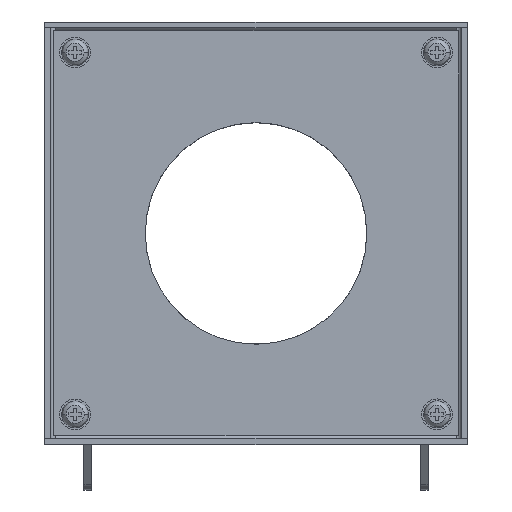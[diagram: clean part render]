
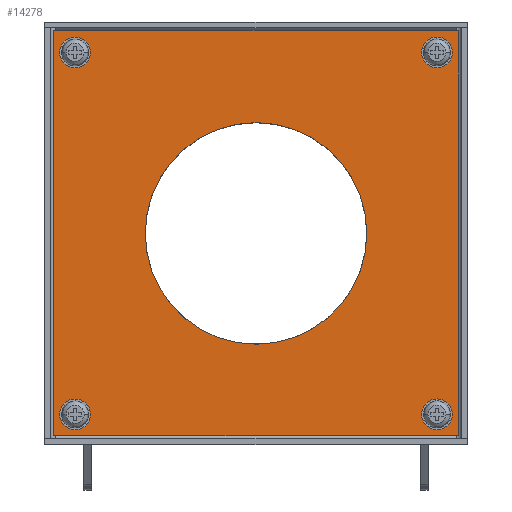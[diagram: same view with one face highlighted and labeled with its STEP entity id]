
A CAD part, top view. The second image highlights one B-rep face of the part: STEP entity #14278.
In plain terms, the highlighted face is planar.
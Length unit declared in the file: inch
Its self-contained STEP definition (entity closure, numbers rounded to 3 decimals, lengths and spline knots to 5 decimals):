
#13973=DIRECTION('',(0.,0.,1.));
#13974=VECTOR('',#13973,3.29);
#13975=CARTESIAN_POINT('',(-3.29,0.06,0.));
#13976=LINE('',#13975,#13974);
#13977=DIRECTION('',(-1.,0.,0.));
#13978=VECTOR('',#13977,3.29);
#13979=CARTESIAN_POINT('',(0.,0.06,0.));
#13980=LINE('',#13979,#13978);
#13981=DIRECTION('',(0.,0.,-1.));
#13982=VECTOR('',#13981,3.29);
#13983=CARTESIAN_POINT('',(0.,0.06,3.29));
#13984=LINE('',#13983,#13982);
#13985=DIRECTION('',(1.,0.,0.));
#13986=VECTOR('',#13985,3.29);
#13987=CARTESIAN_POINT('',(-3.29,0.06,3.29));
#13988=LINE('',#13987,#13986);
#13989=CARTESIAN_POINT('',(-3.115,0.06,3.115));
#13990=DIRECTION('',(0.,1.,0.));
#13991=DIRECTION('',(1.,0.,0.));
#13992=AXIS2_PLACEMENT_3D('',#13989,#13990,#13991);
#13994=CARTESIAN_POINT('',(-3.115,0.06,3.115));
#13995=DIRECTION('',(0.,1.,0.));
#13996=DIRECTION('',(-1.,0.,0.));
#13997=AXIS2_PLACEMENT_3D('',#13994,#13995,#13996);
#13999=CARTESIAN_POINT('',(-3.115,0.06,0.175));
#14000=DIRECTION('',(0.,1.,0.));
#14001=DIRECTION('',(1.,0.,0.));
#14002=AXIS2_PLACEMENT_3D('',#13999,#14000,#14001);
#14004=CARTESIAN_POINT('',(-3.115,0.06,0.175));
#14005=DIRECTION('',(0.,1.,0.));
#14006=DIRECTION('',(-1.,0.,0.));
#14007=AXIS2_PLACEMENT_3D('',#14004,#14005,#14006);
#14009=CARTESIAN_POINT('',(-0.175,0.06,0.175));
#14010=DIRECTION('',(0.,1.,0.));
#14011=DIRECTION('',(1.,0.,0.));
#14012=AXIS2_PLACEMENT_3D('',#14009,#14010,#14011);
#14014=CARTESIAN_POINT('',(-0.175,0.06,0.175));
#14015=DIRECTION('',(0.,1.,0.));
#14016=DIRECTION('',(-1.,0.,0.));
#14017=AXIS2_PLACEMENT_3D('',#14014,#14015,#14016);
#14019=CARTESIAN_POINT('',(-0.175,0.06,3.115));
#14020=DIRECTION('',(0.,1.,0.));
#14021=DIRECTION('',(1.,0.,0.));
#14022=AXIS2_PLACEMENT_3D('',#14019,#14020,#14021);
#14024=CARTESIAN_POINT('',(-0.175,0.06,3.115));
#14025=DIRECTION('',(0.,1.,0.));
#14026=DIRECTION('',(-1.,0.,0.));
#14027=AXIS2_PLACEMENT_3D('',#14024,#14025,#14026);
#14029=CARTESIAN_POINT('',(-1.645,0.06,1.645));
#14030=DIRECTION('',(0.,1.,0.));
#14031=DIRECTION('',(1.,0.,0.));
#14032=AXIS2_PLACEMENT_3D('',#14029,#14030,#14031);
#14034=CARTESIAN_POINT('',(-1.645,0.06,1.645));
#14035=DIRECTION('',(0.,1.,0.));
#14036=DIRECTION('',(-1.,0.,0.));
#14037=AXIS2_PLACEMENT_3D('',#14034,#14035,#14036);
#14087=CARTESIAN_POINT('',(-3.29,0.06,0.));
#14088=CARTESIAN_POINT('',(-3.29,0.06,3.29));
#14089=VERTEX_POINT('',#14087);
#14090=VERTEX_POINT('',#14088);
#14091=CARTESIAN_POINT('',(0.,0.06,3.29));
#14092=VERTEX_POINT('',#14091);
#14093=CARTESIAN_POINT('',(0.,0.06,0.));
#14094=VERTEX_POINT('',#14093);
#14111=CARTESIAN_POINT('',(-3.0475,0.06,3.115));
#14112=CARTESIAN_POINT('',(-3.1825,0.06,3.115));
#14113=VERTEX_POINT('',#14111);
#14114=VERTEX_POINT('',#14112);
#14115=CARTESIAN_POINT('',(-3.0475,0.06,0.175));
#14116=CARTESIAN_POINT('',(-3.1825,0.06,0.175));
#14117=VERTEX_POINT('',#14115);
#14118=VERTEX_POINT('',#14116);
#14119=CARTESIAN_POINT('',(-0.1075,0.06,0.175));
#14120=CARTESIAN_POINT('',(-0.2425,0.06,0.175));
#14121=VERTEX_POINT('',#14119);
#14122=VERTEX_POINT('',#14120);
#14123=CARTESIAN_POINT('',(-0.1075,0.06,3.115));
#14124=CARTESIAN_POINT('',(-0.2425,0.06,3.115));
#14125=VERTEX_POINT('',#14123);
#14126=VERTEX_POINT('',#14124);
#14131=CARTESIAN_POINT('',(-0.745,0.06,1.645));
#14132=CARTESIAN_POINT('',(-2.545,0.06,1.645));
#14133=VERTEX_POINT('',#14131);
#14134=VERTEX_POINT('',#14132);
#14237=CARTESIAN_POINT('',(0.,0.06,0.));
#14238=DIRECTION('',(0.,1.,0.));
#14239=DIRECTION('',(1.,0.,0.));
#14240=AXIS2_PLACEMENT_3D('',#14237,#14238,#14239);
#14241=PLANE('',#14240);
#14242=ORIENTED_EDGE('',*,*,#14189,.F.);
#14243=ORIENTED_EDGE('',*,*,#14204,.F.);
#14244=ORIENTED_EDGE('',*,*,#14218,.F.);
#14245=ORIENTED_EDGE('',*,*,#14231,.F.);
#14246=EDGE_LOOP('',(#14242,#14243,#14244,#14245));
#14247=FACE_OUTER_BOUND('',#14246,.F.);
#14249=ORIENTED_EDGE('',*,*,#14248,.T.);
#14251=ORIENTED_EDGE('',*,*,#14250,.T.);
#14252=EDGE_LOOP('',(#14249,#14251));
#14253=FACE_BOUND('',#14252,.F.);
#14255=ORIENTED_EDGE('',*,*,#14254,.T.);
#14257=ORIENTED_EDGE('',*,*,#14256,.T.);
#14258=EDGE_LOOP('',(#14255,#14257));
#14259=FACE_BOUND('',#14258,.F.);
#14261=ORIENTED_EDGE('',*,*,#14260,.T.);
#14263=ORIENTED_EDGE('',*,*,#14262,.T.);
#14264=EDGE_LOOP('',(#14261,#14263));
#14265=FACE_BOUND('',#14264,.F.);
#14267=ORIENTED_EDGE('',*,*,#14266,.T.);
#14269=ORIENTED_EDGE('',*,*,#14268,.T.);
#14270=EDGE_LOOP('',(#14267,#14269));
#14271=FACE_BOUND('',#14270,.F.);
#14273=ORIENTED_EDGE('',*,*,#14272,.T.);
#14275=ORIENTED_EDGE('',*,*,#14274,.T.);
#14276=EDGE_LOOP('',(#14273,#14275));
#14277=FACE_BOUND('',#14276,.F.);
#14278=ADVANCED_FACE('',(#14247,#14253,#14259,#14265,#14271,#14277),#14241,.T.);
#13993=CIRCLE('',#13992,0.0675);
#13998=CIRCLE('',#13997,0.0675);
#14003=CIRCLE('',#14002,0.0675);
#14008=CIRCLE('',#14007,0.0675);
#14013=CIRCLE('',#14012,0.0675);
#14018=CIRCLE('',#14017,0.0675);
#14023=CIRCLE('',#14022,0.0675);
#14028=CIRCLE('',#14027,0.0675);
#14033=CIRCLE('',#14032,0.9);
#14038=CIRCLE('',#14037,0.9);
#14189=EDGE_CURVE('',#14089,#14090,#13976,.T.);
#14204=EDGE_CURVE('',#14094,#14089,#13980,.T.);
#14218=EDGE_CURVE('',#14092,#14094,#13984,.T.);
#14231=EDGE_CURVE('',#14090,#14092,#13988,.T.);
#14248=EDGE_CURVE('',#14113,#14114,#13993,.T.);
#14250=EDGE_CURVE('',#14114,#14113,#13998,.T.);
#14254=EDGE_CURVE('',#14117,#14118,#14003,.T.);
#14256=EDGE_CURVE('',#14118,#14117,#14008,.T.);
#14260=EDGE_CURVE('',#14121,#14122,#14013,.T.);
#14262=EDGE_CURVE('',#14122,#14121,#14018,.T.);
#14266=EDGE_CURVE('',#14125,#14126,#14023,.T.);
#14268=EDGE_CURVE('',#14126,#14125,#14028,.T.);
#14272=EDGE_CURVE('',#14133,#14134,#14033,.T.);
#14274=EDGE_CURVE('',#14134,#14133,#14038,.T.);
